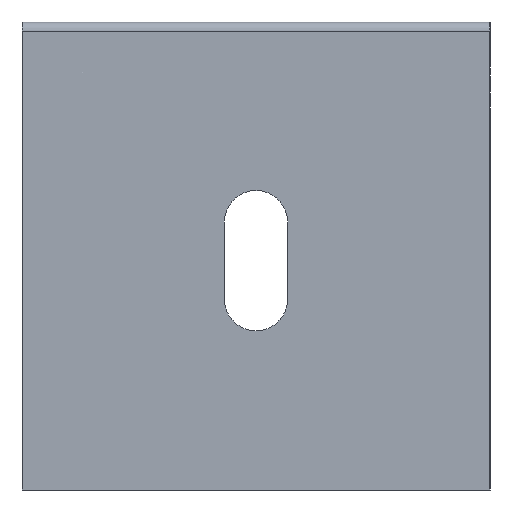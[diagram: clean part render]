
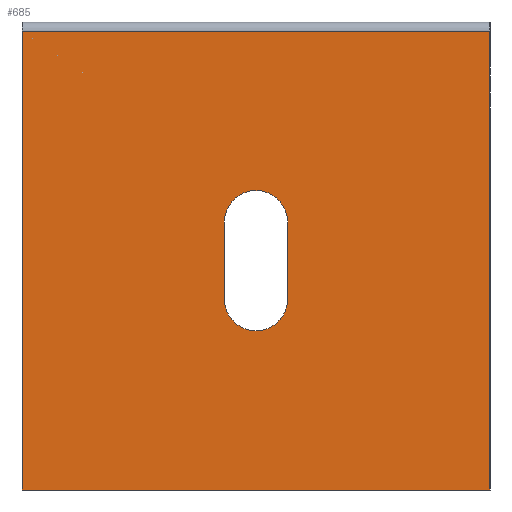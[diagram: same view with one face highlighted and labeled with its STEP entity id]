
A CAD part, left-side view. The second image highlights one B-rep face of the part: STEP entity #685.
In plain terms, the highlighted planar face has unit normal (-1, 0, 0).
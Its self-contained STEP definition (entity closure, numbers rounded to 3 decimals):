
#329=CARTESIAN_POINT('',(0.,6.75,-42.75));
#330=VERTEX_POINT('',#329);
#331=CARTESIAN_POINT('',(0.,-6.75,-42.75));
#332=VERTEX_POINT('',#331);
#333=CARTESIAN_POINT('',(0.0,0.,-42.75));
#334=DIRECTION('',(1.0,0.0,0.0));
#335=DIRECTION('',(0.0,-1.0,0.0));
#336=AXIS2_PLACEMENT_3D('',#333,#334,#335);
#337=CIRCLE('',#336,6.75);
#338=EDGE_CURVE('',#330,#332,#337,.T.);
#371=CARTESIAN_POINT('',(0.,-6.75,-59.25));
#372=VERTEX_POINT('',#371);
#373=CARTESIAN_POINT('',(0.,-6.75,-42.75));
#374=DIRECTION('',(0.0,0.0,-1.0));
#375=VECTOR('',#374,16.5);
#376=LINE('',#373,#375);
#377=EDGE_CURVE('',#332,#372,#376,.T.);
#402=CARTESIAN_POINT('',(0.,6.75,-59.25));
#403=VERTEX_POINT('',#402);
#404=CARTESIAN_POINT('',(0.0,0.0,-59.25));
#405=DIRECTION('',(1.0,0.0,0.0));
#406=DIRECTION('',(0.0,1.0,0.0));
#407=AXIS2_PLACEMENT_3D('',#404,#405,#406);
#408=CIRCLE('',#407,6.75);
#409=EDGE_CURVE('',#372,#403,#408,.T.);
#435=CARTESIAN_POINT('',(0.,6.75,-59.25));
#436=DIRECTION('',(0.0,0.0,1.0));
#437=VECTOR('',#436,16.5);
#438=LINE('',#435,#437);
#439=EDGE_CURVE('',#403,#330,#438,.T.);
#457=CARTESIAN_POINT('',(0.,-50.0,-2.));
#458=VERTEX_POINT('',#457);
#476=CARTESIAN_POINT('',(0.,50.0,-2.));
#477=VERTEX_POINT('',#476);
#485=CARTESIAN_POINT('',(0.0,50.0,-2.0));
#486=DIRECTION('',(0.0,-1.0,0.0));
#487=VECTOR('',#486,100.0);
#488=LINE('',#485,#487);
#489=EDGE_CURVE('',#477,#458,#488,.T.);
#543=CARTESIAN_POINT('',(0.,-50.0,-100.0));
#544=VERTEX_POINT('',#543);
#545=CARTESIAN_POINT('',(0.,-50.0,-100.0));
#546=DIRECTION('',(0.0,0.0,1.0));
#547=VECTOR('',#546,98.0);
#548=LINE('',#545,#547);
#549=EDGE_CURVE('',#544,#458,#548,.T.);
#656=CARTESIAN_POINT('',(0.0,0.0,0.0));
#657=DIRECTION('',(-1.0,0.0,0.0));
#658=DIRECTION('',(0.0,0.0,1.0));
#659=AXIS2_PLACEMENT_3D('',#656,#657,#658);
#660=PLANE('',#659);
#661=ORIENTED_EDGE('',*,*,#489,.F.);
#662=CARTESIAN_POINT('',(0.,50.0,-100.0));
#663=VERTEX_POINT('',#662);
#664=CARTESIAN_POINT('',(0.,50.0,-2.0));
#665=DIRECTION('',(0.0,0.0,-1.0));
#666=VECTOR('',#665,98.0);
#667=LINE('',#664,#666);
#668=EDGE_CURVE('',#477,#663,#667,.T.);
#669=ORIENTED_EDGE('',*,*,#668,.T.);
#670=CARTESIAN_POINT('',(0.,-50.0,-100.0));
#671=DIRECTION('',(0.0,1.0,0.0));
#672=VECTOR('',#671,100.0);
#673=LINE('',#670,#672);
#674=EDGE_CURVE('',#544,#663,#673,.T.);
#675=ORIENTED_EDGE('',*,*,#674,.F.);
#676=ORIENTED_EDGE('',*,*,#549,.T.);
#677=EDGE_LOOP('',(#661,#669,#675,#676));
#678=FACE_OUTER_BOUND('',#677,.T.);
#679=ORIENTED_EDGE('',*,*,#409,.T.);
#680=ORIENTED_EDGE('',*,*,#439,.T.);
#681=ORIENTED_EDGE('',*,*,#338,.T.);
#682=ORIENTED_EDGE('',*,*,#377,.T.);
#683=EDGE_LOOP('',(#679,#680,#681,#682));
#684=FACE_BOUND('',#683,.T.);
#685=ADVANCED_FACE('',(#678,#684),#660,.T.);
